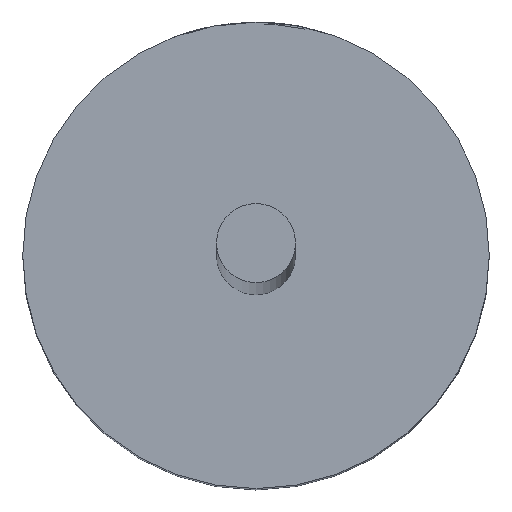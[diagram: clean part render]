
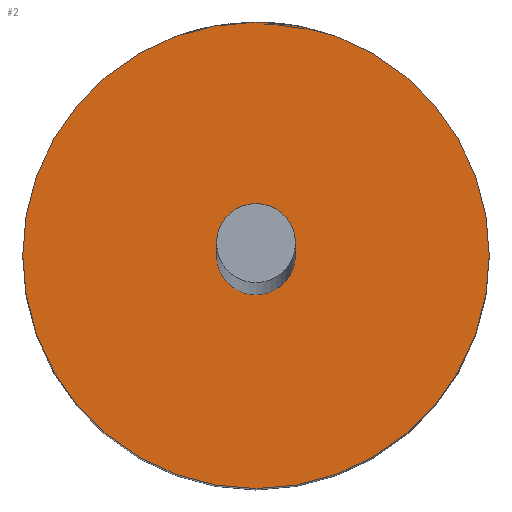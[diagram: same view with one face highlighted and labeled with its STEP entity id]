
A CAD part, top view. The second image highlights one B-rep face of the part: STEP entity #2.
In plain terms, the highlighted planar face has unit normal (0, 0, 1).
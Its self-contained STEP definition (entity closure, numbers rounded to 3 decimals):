
#2 = ADVANCED_FACE ( 'NONE', ( #510, #640 ), #1108, .T. ) ;
#33 = CIRCLE ( 'NONE', #1352, 1.27 ) ;
#120 = EDGE_LOOP ( 'NONE', ( #1568, #1947 ) ) ;
#187 = AXIS2_PLACEMENT_3D ( 'NONE', #709, #3109, #1882 ) ;
#345 = CARTESIAN_POINT ( 'NONE',  ( -1.27, 0., 2.155 ) ) ;
#510 = FACE_BOUND ( 'NONE', #1306, .T. ) ;
#554 = EDGE_CURVE ( 'NONE', #1456, #737, #2784, .T. ) ;
#637 = DIRECTION ( 'NONE',  ( 0., 0., 1. ) ) ;
#640 = FACE_OUTER_BOUND ( 'NONE', #120, .T. ) ;
#709 = CARTESIAN_POINT ( 'NONE',  ( 0., 0., 2.155 ) ) ;
#737 = VERTEX_POINT ( 'NONE', #2186 ) ;
#822 = CIRCLE ( 'NONE', #187, 1.27 ) ;
#868 = CARTESIAN_POINT ( 'NONE',  ( 0., 0., 2.155 ) ) ;
#953 = AXIS2_PLACEMENT_3D ( 'NONE', #3098, #2123, #2112 ) ;
#970 = CARTESIAN_POINT ( 'NONE',  ( 1.27, 0., 2.155 ) ) ;
#1108 = PLANE ( 'NONE',  #1544 ) ;
#1152 = DIRECTION ( 'NONE',  ( 0., 0., 1. ) ) ;
#1306 = EDGE_LOOP ( 'NONE', ( #2795, #2223 ) ) ;
#1322 = DIRECTION ( 'NONE',  ( 0., 0., 1. ) ) ;
#1352 = AXIS2_PLACEMENT_3D ( 'NONE', #868, #1152, #2598 ) ;
#1411 = AXIS2_PLACEMENT_3D ( 'NONE', #2566, #1322, #2301 ) ;
#1456 = VERTEX_POINT ( 'NONE', #2983 ) ;
#1527 = CIRCLE ( 'NONE', #953, 0.215 ) ;
#1544 = AXIS2_PLACEMENT_3D ( 'NONE', #2339, #637, #2586 ) ;
#1568 = ORIENTED_EDGE ( 'NONE', *, *, #3141, .T. ) ;
#1617 = EDGE_CURVE ( 'NONE', #2984, #2802, #822, .T. ) ;
#1882 = DIRECTION ( 'NONE',  ( 1., 0., 0. ) ) ;
#1947 = ORIENTED_EDGE ( 'NONE', *, *, #1617, .T. ) ;
#2112 = DIRECTION ( 'NONE',  ( 1., 0., 0. ) ) ;
#2123 = DIRECTION ( 'NONE',  ( 0., 0., 1. ) ) ;
#2186 = CARTESIAN_POINT ( 'NONE',  ( -0.215, 0., 2.155 ) ) ;
#2187 = EDGE_CURVE ( 'NONE', #737, #1456, #1527, .T. ) ;
#2223 = ORIENTED_EDGE ( 'NONE', *, *, #554, .F. ) ;
#2301 = DIRECTION ( 'NONE',  ( 1., 0., 0. ) ) ;
#2339 = CARTESIAN_POINT ( 'NONE',  ( 0., 0., 2.155 ) ) ;
#2566 = CARTESIAN_POINT ( 'NONE',  ( 0., 0., 2.155 ) ) ;
#2586 = DIRECTION ( 'NONE',  ( 1., 0., 0. ) ) ;
#2598 = DIRECTION ( 'NONE',  ( 1., 0., 0. ) ) ;
#2784 = CIRCLE ( 'NONE', #1411, 0.215 ) ;
#2795 = ORIENTED_EDGE ( 'NONE', *, *, #2187, .F. ) ;
#2802 = VERTEX_POINT ( 'NONE', #970 ) ;
#2983 = CARTESIAN_POINT ( 'NONE',  ( 0.215, 0., 2.155 ) ) ;
#2984 = VERTEX_POINT ( 'NONE', #345 ) ;
#3098 = CARTESIAN_POINT ( 'NONE',  ( 0., 0., 2.155 ) ) ;
#3109 = DIRECTION ( 'NONE',  ( 0., 0., 1. ) ) ;
#3141 = EDGE_CURVE ( 'NONE', #2802, #2984, #33, .T. ) ;
